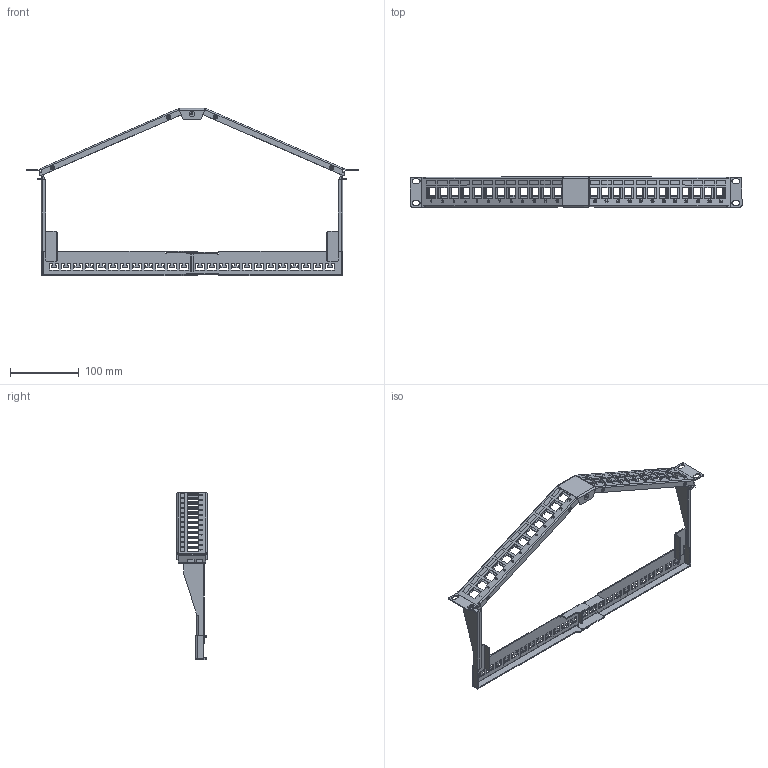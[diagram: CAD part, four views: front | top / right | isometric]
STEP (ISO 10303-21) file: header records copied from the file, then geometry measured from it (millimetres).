
FILE_DESCRIPTION (( 'STEP AP214' ), '1' );
FILE_NAME ('PR175V24KS-CM.STEP', '2019-04-19T11:44:24', ( '' ), ( '' ), 'SwSTEP 2.0', 'SolidWorks 2018', '' );
FILE_SCHEMA (( 'AUTOMOTIVE_DESIGN' ));
Length unit declared in the file: inch
Products named in the file (6): PR175V24KS-CM_MA1; PR175V24KS-CM_MA1_DefaultMirror; 1AJ02-130_92010A112; PR175V24KS-CM_MA2; PR175V24KS-CM; PR175V24KS-CM_MA3
Assembly tree (12 placements, depth 2):
  PR175V24KS-CM
    PR175V24KS-CM_MA2
    PR175V24KS-CM_MA1
    PR175V24KS-CM_MA1_DefaultMirror
    PR175V24KS-CM_MA3
    1AJ02-130_92010A112  x8
Bounding box: 482.6 x 43.81 x 242.88 mm (x, y, z)
Volume: 106164.4 mm3; surface area: 155085.9 mm2
Topology: 21 solids, 21 shells, 2832 faces, 7694 edges, 5022 vertices
Faces by surface type: plane 1784, bspline 576, cylinder 328, cone 144
Entity records: 119458 total; most frequent: CARTESIAN_POINT 48041, ORIENTED_EDGE 13158, DIRECTION 9532, EDGE_CURVE 6579, VECTOR 5034, LINE 5034, VERTEX_POINT 4294, EDGE_LOOP 2763
